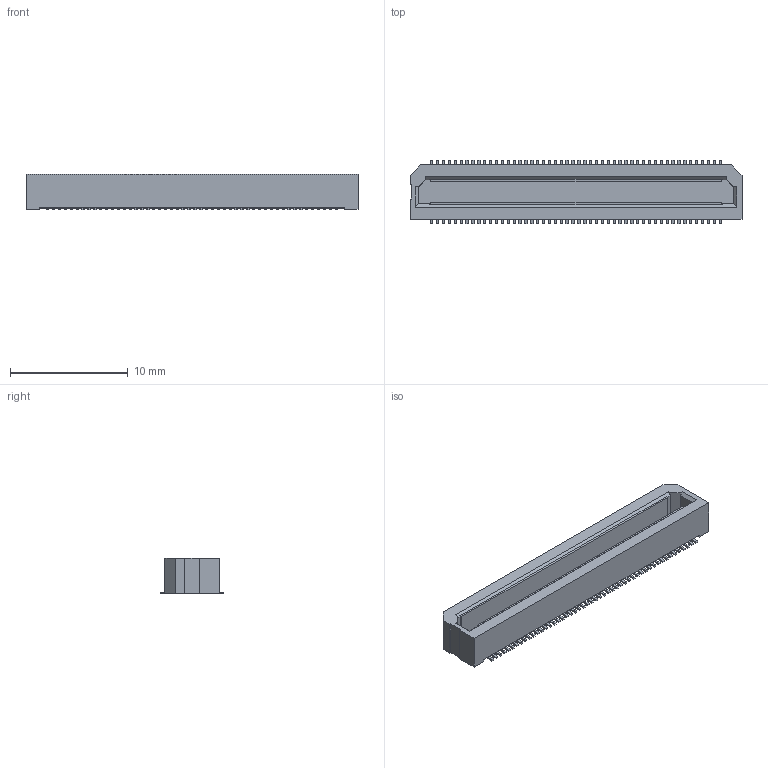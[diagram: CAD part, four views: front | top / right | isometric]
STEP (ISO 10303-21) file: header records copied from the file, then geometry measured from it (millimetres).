
FILE_DESCRIPTION (( 'STEP AP214' ), '1' );
FILE_NAME ('axk5s00047y.stp', '2007-10-17T03:57:33', ( '' ), ( 'PanasonicCorporation' ), '', '', '' );
FILE_SCHEMA (( 'AUTOMOTIVE_DESIGN' ));
Length unit declared in the file: millimetre
Products named in the file (1): axk5s00047y
Bounding box: 28.2 x 5.4 x 3.05 mm (x, y, z)
Volume: 251.3 mm3; surface area: 648.1 mm2
Topology: 1 solids, 1 shells, 753 faces, 1940 edges, 1290 vertices
Faces by surface type: plane 553, cylinder 200
Entity records: 22817 total; most frequent: CARTESIAN_POINT 3984, ORIENTED_EDGE 3880, DIRECTION 3848, EDGE_CURVE 1940, VECTOR 1540, LINE 1540, VERTEX_POINT 1290, AXIS2_PLACEMENT_3D 1154
